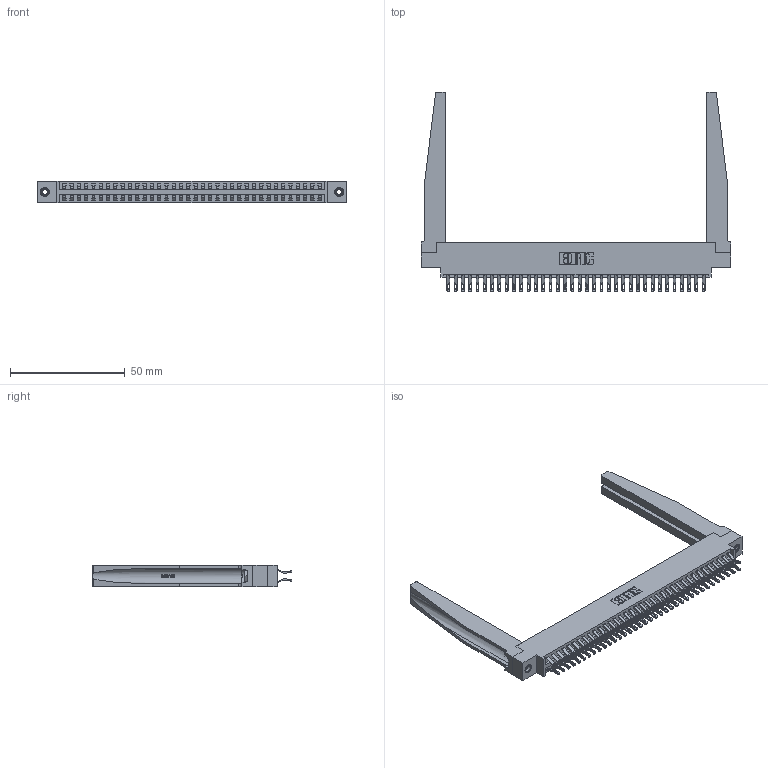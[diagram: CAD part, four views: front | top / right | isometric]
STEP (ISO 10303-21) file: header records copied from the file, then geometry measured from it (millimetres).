
FILE_DESCRIPTION (( 'STEP AP203' ), '1' );
FILE_NAME ('346-072-555-878.STEP', '2022-05-25T00:29:57', ( '' ), ( '' ), 'SwSTEP 2.0', 'SolidWorks 2020', '' );
FILE_SCHEMA (( 'CONFIG_CONTROL_DESIGN' ));
Length unit declared in the file: inch
Products named in the file (5): 345-292-001_555 Tail; 345-250-001_345-250-001-102; 346-220-078_345-220-078; 346-072-555-878; 346 Part_0.170 Offset - 0.156 Dia-TH
Assembly tree (77 placements, depth 2):
  346-072-555-878
    346 Part_0.170 Offset - 0.156 Dia-TH
    345-292-001_555 Tail  x72
    346-220-078_345-220-078  x2
    345-250-001_345-250-001-102  x2
Bounding box: 134.87 x 86.74 x 9.4 mm (x, y, z)
Volume: 20050.3 mm3; surface area: 25465.6 mm2
Topology: 77 solids, 77 shells, 4550 faces, 14161 edges, 9430 vertices
Faces by surface type: plane 2612, cylinder 1886, bspline 36, cone 12, torus 4
Entity records: 29924 total; most frequent: CARTESIAN_POINT 5919, ORIENTED_EDGE 4710, DIRECTION 4221, EDGE_CURVE 2355, LINE 1965, VECTOR 1965, VERTEX_POINT 1564, AXIS2_PLACEMENT_3D 1128
